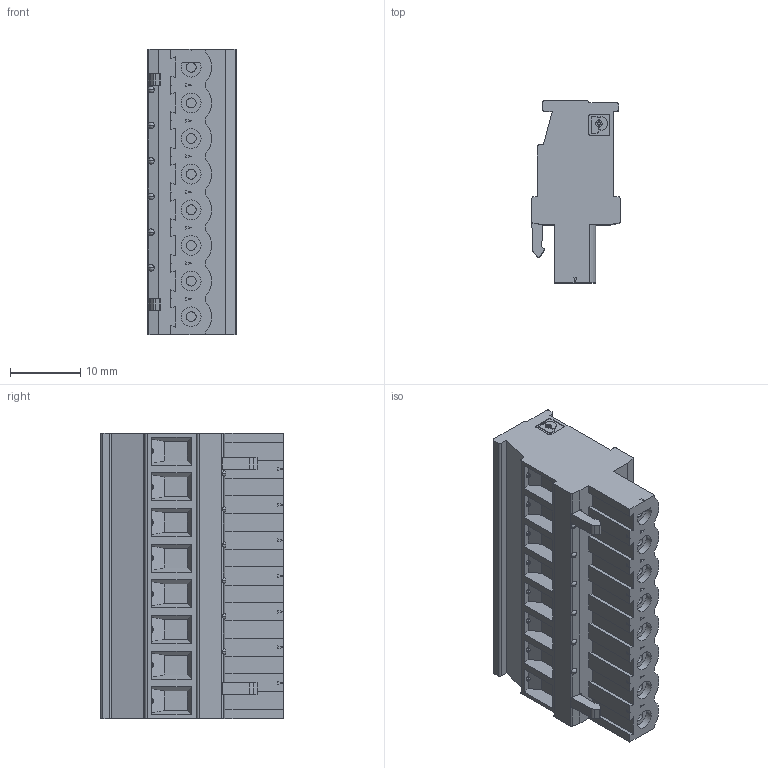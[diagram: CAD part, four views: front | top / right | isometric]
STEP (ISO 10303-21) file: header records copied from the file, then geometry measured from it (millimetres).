
FILE_DESCRIPTION(('STEP AP203'),'1');
FILE_NAME('70054867.stp','2025-07-21T14:55:17',('TraceParts'),('TraceParts S.A.'),'Spatial InterOp 3D',' ',' ');
FILE_SCHEMA(('CONFIG_CONTROL_DESIGN'));
Length unit declared in the file: millimetre
Products named in the file (1): 1
Bounding box: 12.6 x 26 x 40.64 mm (x, y, z)
Volume: 8967.2 mm3; surface area: 4608.9 mm2
Topology: 1 solids, 1 shells, 434 faces, 1110 edges, 737 vertices
Faces by surface type: plane 270, cylinder 118, sphere 46
Entity records: 13974 total; most frequent: CARTESIAN_POINT 3020, DIRECTION 2342, ORIENTED_EDGE 2220, EDGE_CURVE 1110, AXIS2_PLACEMENT_3D 809, VERTEX_POINT 737, LINE 724, VECTOR 724
